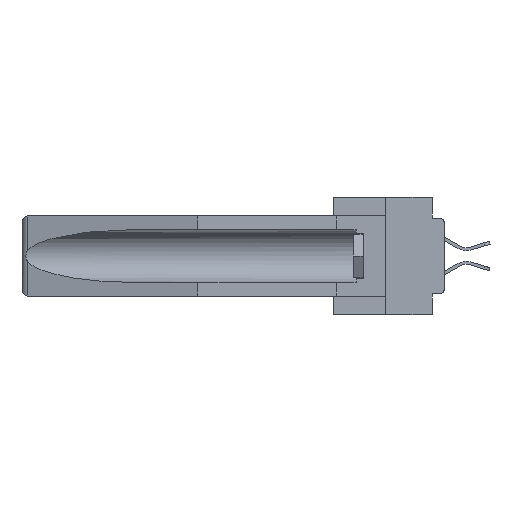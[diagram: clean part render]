
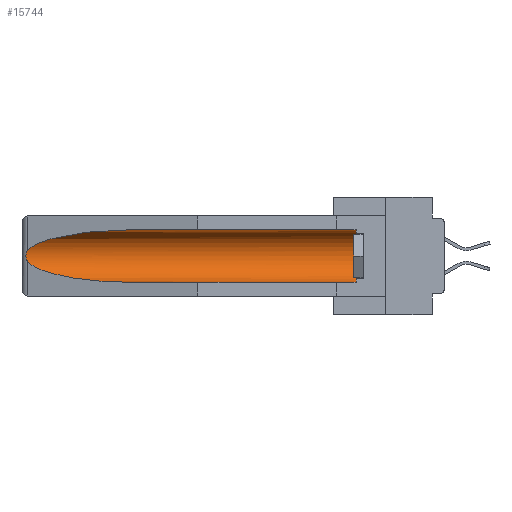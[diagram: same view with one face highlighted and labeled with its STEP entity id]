
A CAD part, left-side view. The second image highlights one B-rep face of the part: STEP entity #15744.
In plain terms, the highlighted cylindrical face has radius 2.857 mm (diameter 5.715 mm), a partial arc.
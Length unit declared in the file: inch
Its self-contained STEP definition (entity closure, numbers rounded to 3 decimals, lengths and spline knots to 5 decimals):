
#812 = CARTESIAN_POINT ( 'NONE',  ( 0.26655, 1.53094, -0.18657 ) ) ;
#1021 = CARTESIAN_POINT ( 'NONE',  ( 0.2675, 1.53308, -0.16763 ) ) ;
#1131 = VECTOR ( 'NONE', #7952, 39.37008 ) ;
#3040 = CARTESIAN_POINT ( 'NONE',  ( 0.26537, 1.52718, -0.14972 ) ) ;
#3074 = DIRECTION ( 'NONE',  ( 0., 1., 0. ) ) ;
#3376 = ORIENTED_EDGE ( 'NONE', *, *, #12774, .T. ) ;
#3445 =( BOUNDED_CURVE ( )  B_SPLINE_CURVE ( 3, ( #26826, #15009, #3487, #13086 ),
 .UNSPECIFIED., .F., .F. ) 
 B_SPLINE_CURVE_WITH_KNOTS ( ( 4, 4 ),
 ( 4.71239, 6.08839 ),
 .UNSPECIFIED. ) 
 CURVE ( )  GEOMETRIC_REPRESENTATION_ITEM ( )  RATIONAL_B_SPLINE_CURVE ( ( 1., 0.848, 0.848, 1. ) ) 
 REPRESENTATION_ITEM ( '' )  );
#3487 = CARTESIAN_POINT ( 'NONE',  ( 0.25451, 1.48313, -0.09465 ) ) ;
#3985 = DIRECTION ( 'NONE',  ( 0., 1., 0. ) ) ;
#3997 = ORIENTED_EDGE ( 'NONE', *, *, #23602, .T. ) ;
#5477 = LINE ( 'NONE', #23509, #19591 ) ;
#5867 = FACE_OUTER_BOUND ( 'NONE', #21615, .T. ) ;
#6068 = ORIENTED_EDGE ( 'NONE', *, *, #16245, .T. ) ;
#7952 = DIRECTION ( 'NONE',  ( 0., 1., 0. ) ) ;
#7969 = EDGE_CURVE ( 'NONE', #12564, #9310, #3445, .T. ) ;
#8199 = DIRECTION ( 'NONE',  ( 0., 0., 1. ) ) ;
#9287 = CARTESIAN_POINT ( 'NONE',  ( 0.26537, 1.52718, -0.19328 ) ) ;
#9310 = VERTEX_POINT ( 'NONE', #24898 ) ;
#10043 = CARTESIAN_POINT ( 'NONE',  ( 0.26537, 1.52718, -0.19328 ) ) ;
#10471 = CARTESIAN_POINT ( 'NONE',  ( 0.26537, 1.52718, -0.19328 ) ) ;
#11483 = VERTEX_POINT ( 'NONE', #10471 ) ;
#11646 = CARTESIAN_POINT ( 'NONE',  ( 0.155, 1.07973, -0.284 ) ) ;
#12282 = CARTESIAN_POINT ( 'NONE',  ( 0.26597, 1.52961, -0.15275 ) ) ;
#12437 = CARTESIAN_POINT ( 'NONE',  ( 0.155, -0.30754, -0.059 ) ) ;
#12485 = CARTESIAN_POINT ( 'NONE',  ( 0.26654, 1.53092, -0.15636 ) ) ;
#12564 = VERTEX_POINT ( 'NONE', #22535 ) ;
#12585 = CARTESIAN_POINT ( 'NONE',  ( 0.155, 0.126, -0.1715 ) ) ;
#12774 = EDGE_CURVE ( 'NONE', #11483, #21112, #24935, .T. ) ;
#13049 = AXIS2_PLACEMENT_3D ( 'NONE', #20279, #3985, #24714 ) ;
#13086 = CARTESIAN_POINT ( 'NONE',  ( 0.26537, 1.52718, -0.14972 ) ) ;
#13296 = CARTESIAN_POINT ( 'NONE',  ( 0.155, 1.07973, -0.284 ) ) ;
#13359 = ORIENTED_EDGE ( 'NONE', *, *, #7969, .T. ) ;
#13424 = ORIENTED_EDGE ( 'NONE', *, *, #25501, .T. ) ;
#13431 = LINE ( 'NONE', #12437, #1131 ) ;
#15009 = CARTESIAN_POINT ( 'NONE',  ( 0.21114, 1.30732, -0.059 ) ) ;
#15510 = EDGE_CURVE ( 'NONE', #22718, #21112, #5477, .T. ) ;
#15744 = ADVANCED_FACE ( 'NONE', ( #5867 ), #22819, .F. ) ;
#16245 = EDGE_CURVE ( 'NONE', #27842, #12564, #13431, .T. ) ;
#16940 = CARTESIAN_POINT ( 'NONE',  ( 0.155, 0.126, -0.284 ) ) ;
#17009 = CARTESIAN_POINT ( 'NONE',  ( 0.2673, 1.5327, -0.16383 ) ) ;
#18457 = CIRCLE ( 'NONE', #19478, 0.1125 ) ;
#19478 = AXIS2_PLACEMENT_3D ( 'NONE', #12585, #22060, #8199 ) ;
#19591 = VECTOR ( 'NONE', #3074, 39.37008 ) ;
#20279 = CARTESIAN_POINT ( 'NONE',  ( 0.155, -0.30754, -0.1715 ) ) ;
#20734 = CARTESIAN_POINT ( 'NONE',  ( 0.21114, 1.30732, -0.284 ) ) ;
#21112 = VERTEX_POINT ( 'NONE', #13296 ) ;
#21615 = EDGE_LOOP ( 'NONE', ( #13359, #13424, #3376, #26348, #3997, #6068 ) ) ;
#21868 = CARTESIAN_POINT ( 'NONE',  ( 0.2673, 1.53269, -0.17917 ) ) ;
#22060 = DIRECTION ( 'NONE',  ( 0., -1., 0. ) ) ;
#22535 = CARTESIAN_POINT ( 'NONE',  ( 0.155, 1.07973, -0.059 ) ) ;
#22718 = VERTEX_POINT ( 'NONE', #16940 ) ;
#22819 = CYLINDRICAL_SURFACE ( 'NONE', #13049, 0.1125 ) ;
#23509 = CARTESIAN_POINT ( 'NONE',  ( 0.155, -0.30754, -0.284 ) ) ;
#23602 = EDGE_CURVE ( 'NONE', #22718, #27842, #18457, .T. ) ;
#23826 = CARTESIAN_POINT ( 'NONE',  ( 0.155, 0.126, -0.059 ) ) ;
#23987 = CARTESIAN_POINT ( 'NONE',  ( 0.2675, 1.53308, -0.17534 ) ) ;
#24714 = DIRECTION ( 'NONE',  ( 0., 0., 1. ) ) ;
#24898 = CARTESIAN_POINT ( 'NONE',  ( 0.26537, 1.52718, -0.14972 ) ) ;
#24935 =( BOUNDED_CURVE ( )  B_SPLINE_CURVE ( 3, ( #9287, #25457, #20734, #11646 ),
 .UNSPECIFIED., .F., .F. ) 
 B_SPLINE_CURVE_WITH_KNOTS ( ( 4, 4 ),
 ( 0.1948, 1.5708 ),
 .UNSPECIFIED. ) 
 CURVE ( )  GEOMETRIC_REPRESENTATION_ITEM ( )  RATIONAL_B_SPLINE_CURVE ( ( 1., 0.848, 0.848, 1. ) ) 
 REPRESENTATION_ITEM ( '' )  );
#25457 = CARTESIAN_POINT ( 'NONE',  ( 0.25451, 1.48313, -0.24835 ) ) ;
#25501 = EDGE_CURVE ( 'NONE', #9310, #11483, #27176, .T. ) ;
#26348 = ORIENTED_EDGE ( 'NONE', *, *, #15510, .F. ) ;
#26397 = CARTESIAN_POINT ( 'NONE',  ( 0.26597, 1.5296, -0.19026 ) ) ;
#26826 = CARTESIAN_POINT ( 'NONE',  ( 0.155, 1.07973, -0.059 ) ) ;
#27176 = B_SPLINE_CURVE_WITH_KNOTS ( 'NONE', 3,
 ( #3040, #12282, #12485, #17009, #1021, #23987, #21868, #812, #26397, #10043 ),
 .UNSPECIFIED., .F., .F.,
 ( 4, 2, 2, 2, 4 ),
 ( 0., 0.00029, 0.00058, 0.00087, 0.00117 ),
 .UNSPECIFIED. ) ;
#27842 = VERTEX_POINT ( 'NONE', #23826 ) ;
